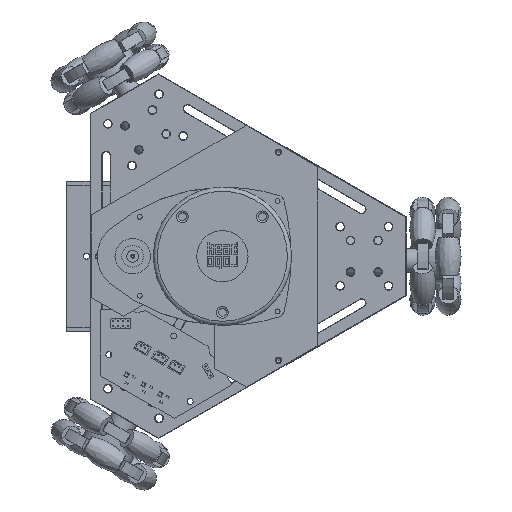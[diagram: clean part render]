
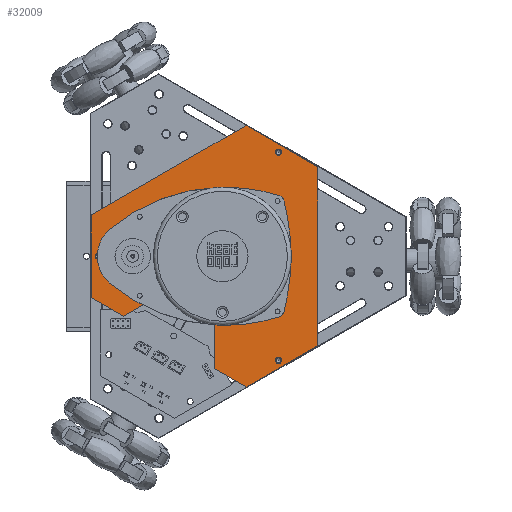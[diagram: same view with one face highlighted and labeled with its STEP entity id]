
A CAD part, front view. The second image highlights one B-rep face of the part: STEP entity #32009.
In plain terms, the highlighted planar face has unit normal (0, -1, 0).
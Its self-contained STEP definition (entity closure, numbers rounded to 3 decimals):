
#2434=FACE_BOUND('',#12327,.T.);
#2435=FACE_BOUND('',#12328,.T.);
#2436=FACE_BOUND('',#12329,.T.);
#2437=FACE_BOUND('',#12330,.T.);
#2438=FACE_BOUND('',#12331,.T.);
#2439=FACE_BOUND('',#12332,.T.);
#2440=FACE_BOUND('',#12333,.T.);
#2441=FACE_BOUND('',#12334,.T.);
#3625=LINE('',#56073,#6602);
#3628=LINE('',#56079,#6605);
#3632=LINE('',#56086,#6609);
#3633=LINE('',#56089,#6610);
#3634=LINE('',#56091,#6611);
#3635=LINE('',#56093,#6612);
#3636=LINE('',#56095,#6613);
#3637=LINE('',#56097,#6614);
#3638=LINE('',#56099,#6615);
#3639=LINE('',#56100,#6616);
#3640=LINE('',#56113,#6617);
#3641=LINE('',#56115,#6618);
#3642=LINE('',#56117,#6619);
#3643=LINE('',#56119,#6620);
#3644=LINE('',#56121,#6621);
#3645=LINE('',#56122,#6622);
#6602=VECTOR('',#40966,10.);
#6605=VECTOR('',#40971,10.);
#6609=VECTOR('',#40977,10.);
#6610=VECTOR('',#40980,10.);
#6611=VECTOR('',#40981,10.);
#6612=VECTOR('',#40982,10.);
#6613=VECTOR('',#40983,10.);
#6614=VECTOR('',#40984,10.);
#6615=VECTOR('',#40985,10.);
#6616=VECTOR('',#40986,10.);
#6617=VECTOR('',#40997,10.);
#6618=VECTOR('',#40998,10.);
#6619=VECTOR('',#40999,10.);
#6620=VECTOR('',#41000,10.);
#6621=VECTOR('',#41001,10.);
#6622=VECTOR('',#41002,10.);
#8861=PLANE('',#34945);
#10356=FACE_OUTER_BOUND('',#12326,.T.);
#12326=EDGE_LOOP('',(#26756,#26757,#26758,#26759,#26760,#26761,#26762,#26763,
#26764,#26765));
#12327=EDGE_LOOP('',(#26766));
#12328=EDGE_LOOP('',(#26767));
#12329=EDGE_LOOP('',(#26768));
#12330=EDGE_LOOP('',(#26769));
#12331=EDGE_LOOP('',(#26770));
#12332=EDGE_LOOP('',(#26771,#26772,#26773,#26774,#26775,#26776));
#12333=EDGE_LOOP('',(#26777));
#12334=EDGE_LOOP('',(#26778));
#14214=CIRCLE('',#34946,1.6);
#14215=CIRCLE('',#34947,1.6);
#14216=CIRCLE('',#34948,1.6);
#14217=CIRCLE('',#34949,1.05);
#14218=CIRCLE('',#34950,1.05);
#14219=CIRCLE('',#34951,1.05);
#14220=CIRCLE('',#34952,1.05);
#16007=VERTEX_POINT('',#56070);
#16008=VERTEX_POINT('',#56072);
#16010=VERTEX_POINT('',#56078);
#16012=VERTEX_POINT('',#56084);
#16013=VERTEX_POINT('',#56088);
#16014=VERTEX_POINT('',#56090);
#16015=VERTEX_POINT('',#56092);
#16016=VERTEX_POINT('',#56094);
#16017=VERTEX_POINT('',#56096);
#16018=VERTEX_POINT('',#56098);
#16019=VERTEX_POINT('',#56101);
#16020=VERTEX_POINT('',#56103);
#16021=VERTEX_POINT('',#56105);
#16022=VERTEX_POINT('',#56107);
#16023=VERTEX_POINT('',#56109);
#16024=VERTEX_POINT('',#56111);
#16025=VERTEX_POINT('',#56112);
#16026=VERTEX_POINT('',#56114);
#16027=VERTEX_POINT('',#56116);
#16028=VERTEX_POINT('',#56118);
#16029=VERTEX_POINT('',#56120);
#16030=VERTEX_POINT('',#56123);
#16031=VERTEX_POINT('',#56125);
#19988=EDGE_CURVE('',#16008,#16007,#3625,.T.);
#19991=EDGE_CURVE('',#16010,#16008,#3628,.T.);
#19995=EDGE_CURVE('',#16007,#16012,#3632,.T.);
#19996=EDGE_CURVE('',#16012,#16013,#3633,.T.);
#19997=EDGE_CURVE('',#16013,#16014,#3634,.T.);
#19998=EDGE_CURVE('',#16014,#16015,#3635,.T.);
#19999=EDGE_CURVE('',#16015,#16016,#3636,.T.);
#20000=EDGE_CURVE('',#16016,#16017,#3637,.T.);
#20001=EDGE_CURVE('',#16017,#16018,#3638,.T.);
#20002=EDGE_CURVE('',#16018,#16010,#3639,.T.);
#20003=EDGE_CURVE('',#16019,#16019,#14214,.T.);
#20004=EDGE_CURVE('',#16020,#16020,#14215,.T.);
#20005=EDGE_CURVE('',#16021,#16021,#14216,.T.);
#20006=EDGE_CURVE('',#16022,#16022,#14217,.T.);
#20007=EDGE_CURVE('',#16023,#16023,#14218,.T.);
#20008=EDGE_CURVE('',#16024,#16025,#3640,.T.);
#20009=EDGE_CURVE('',#16025,#16026,#3641,.T.);
#20010=EDGE_CURVE('',#16026,#16027,#3642,.T.);
#20011=EDGE_CURVE('',#16027,#16028,#3643,.T.);
#20012=EDGE_CURVE('',#16028,#16029,#3644,.T.);
#20013=EDGE_CURVE('',#16029,#16024,#3645,.T.);
#20014=EDGE_CURVE('',#16030,#16030,#14219,.T.);
#20015=EDGE_CURVE('',#16031,#16031,#14220,.T.);
#26756=ORIENTED_EDGE('',*,*,#19991,.T.);
#26757=ORIENTED_EDGE('',*,*,#19988,.T.);
#26758=ORIENTED_EDGE('',*,*,#19995,.T.);
#26759=ORIENTED_EDGE('',*,*,#19996,.T.);
#26760=ORIENTED_EDGE('',*,*,#19997,.T.);
#26761=ORIENTED_EDGE('',*,*,#19998,.T.);
#26762=ORIENTED_EDGE('',*,*,#19999,.T.);
#26763=ORIENTED_EDGE('',*,*,#20000,.T.);
#26764=ORIENTED_EDGE('',*,*,#20001,.T.);
#26765=ORIENTED_EDGE('',*,*,#20002,.T.);
#26766=ORIENTED_EDGE('',*,*,#20003,.T.);
#26767=ORIENTED_EDGE('',*,*,#20004,.T.);
#26768=ORIENTED_EDGE('',*,*,#20005,.T.);
#26769=ORIENTED_EDGE('',*,*,#20006,.T.);
#26770=ORIENTED_EDGE('',*,*,#20007,.T.);
#26771=ORIENTED_EDGE('',*,*,#20008,.T.);
#26772=ORIENTED_EDGE('',*,*,#20009,.T.);
#26773=ORIENTED_EDGE('',*,*,#20010,.T.);
#26774=ORIENTED_EDGE('',*,*,#20011,.T.);
#26775=ORIENTED_EDGE('',*,*,#20012,.T.);
#26776=ORIENTED_EDGE('',*,*,#20013,.T.);
#26777=ORIENTED_EDGE('',*,*,#20014,.T.);
#26778=ORIENTED_EDGE('',*,*,#20015,.T.);
#32009=ADVANCED_FACE('',(#10356,#2434,#2435,#2436,#2437,#2438,#2439,#2440,
#2441),#8861,.T.);
#34945=AXIS2_PLACEMENT_3D('',#56087,#40978,#40979);
#34946=AXIS2_PLACEMENT_3D('',#56102,#40987,#40988);
#34947=AXIS2_PLACEMENT_3D('',#56104,#40989,#40990);
#34948=AXIS2_PLACEMENT_3D('',#56106,#40991,#40992);
#34949=AXIS2_PLACEMENT_3D('',#56108,#40993,#40994);
#34950=AXIS2_PLACEMENT_3D('',#56110,#40995,#40996);
#34951=AXIS2_PLACEMENT_3D('',#56124,#41003,#41004);
#34952=AXIS2_PLACEMENT_3D('',#56126,#41005,#41006);
#40966=DIRECTION('',(0.866,0.,-0.5));
#40971=DIRECTION('',(0.866,0.,0.5));
#40977=DIRECTION('',(0.,0.,-1.));
#40978=DIRECTION('center_axis',(0.,-1.,0.));
#40979=DIRECTION('ref_axis',(1.,0.,0.));
#40980=DIRECTION('',(0.866,0.,-0.5));
#40981=DIRECTION('',(0.866,0.,0.5));
#40982=DIRECTION('',(0.,0.,1.));
#40983=DIRECTION('',(-0.866,0.,0.5));
#40984=DIRECTION('',(-0.866,0.,-0.5));
#40985=DIRECTION('',(0.,0.,-1.));
#40986=DIRECTION('',(0.866,0.,-0.5));
#40987=DIRECTION('center_axis',(0.,1.,0.));
#40988=DIRECTION('ref_axis',(1.,0.,0.));
#40989=DIRECTION('center_axis',(0.,1.,0.));
#40990=DIRECTION('ref_axis',(1.,0.,0.));
#40991=DIRECTION('center_axis',(0.,1.,0.));
#40992=DIRECTION('ref_axis',(1.,0.,0.));
#40993=DIRECTION('center_axis',(0.,1.,0.));
#40994=DIRECTION('ref_axis',(-1.,0.,0.));
#40995=DIRECTION('center_axis',(0.,1.,0.));
#40996=DIRECTION('ref_axis',(-1.,0.,0.));
#40997=DIRECTION('',(0.,0.,-1.));
#40998=DIRECTION('',(-0.5,0.,-0.866));
#40999=DIRECTION('',(-1.,0.,0.));
#41000=DIRECTION('',(0.,0.,1.));
#41001=DIRECTION('',(1.,0.,0.));
#41002=DIRECTION('',(0.707,0.,-0.707));
#41003=DIRECTION('center_axis',(0.,1.,0.));
#41004=DIRECTION('ref_axis',(-1.,0.,0.));
#41005=DIRECTION('center_axis',(0.,1.,0.));
#41006=DIRECTION('ref_axis',(-1.,0.,0.));
#56070=CARTESIAN_POINT('',(-143.036,-32.138,-77.638));
#56072=CARTESIAN_POINT('',(-169.017,-32.138,-62.638));
#56073=CARTESIAN_POINT('',(-165.156,-32.138,-64.867));
#56078=CARTESIAN_POINT('',(-189.017,-32.138,-74.185));
#56079=CARTESIAN_POINT('',(-166.975,-32.138,-61.459));
#56084=CARTESIAN_POINT('',(-143.036,-32.138,-100.732));
#56086=CARTESIAN_POINT('',(-143.036,-32.138,-60.692));
#56087=CARTESIAN_POINT('Origin',(-147.812,-32.138,-43.745));
#56088=CARTESIAN_POINT('',(-126.74,-32.138,-110.141));
#56089=CARTESIAN_POINT('',(-126.74,-32.138,-110.141));
#56090=CARTESIAN_POINT('',(-90.312,-32.138,-89.109));
#56091=CARTESIAN_POINT('',(-126.74,-32.138,-110.141));
#56092=CARTESIAN_POINT('',(-90.312,-32.138,1.618));
#56093=CARTESIAN_POINT('',(-90.312,-32.138,-89.109));
#56094=CARTESIAN_POINT('',(-126.74,-32.138,22.65));
#56095=CARTESIAN_POINT('',(-90.312,-32.138,1.618));
#56096=CARTESIAN_POINT('',(-205.312,-32.138,-22.714));
#56097=CARTESIAN_POINT('',(-205.312,-32.138,-22.714));
#56098=CARTESIAN_POINT('',(-205.312,-32.138,-64.777));
#56099=CARTESIAN_POINT('',(-205.312,-32.138,-22.714));
#56100=CARTESIAN_POINT('',(-126.74,-32.138,-110.141));
#56101=CARTESIAN_POINT('',(-111.912,-32.138,9.041));
#56102=CARTESIAN_POINT('Origin',(-110.312,-32.138,9.041));
#56103=CARTESIAN_POINT('',(-111.912,-32.138,-96.531));
#56104=CARTESIAN_POINT('Origin',(-110.312,-32.138,-96.531));
#56105=CARTESIAN_POINT('',(-203.34,-32.138,-43.745));
#56106=CARTESIAN_POINT('Origin',(-201.74,-32.138,-43.745));
#56107=CARTESIAN_POINT('',(-109.762,-32.138,-15.745));
#56108=CARTESIAN_POINT('Origin',(-110.812,-32.138,-15.745));
#56109=CARTESIAN_POINT('',(-109.762,-32.138,-71.745));
#56110=CARTESIAN_POINT('Origin',(-110.812,-32.138,-71.745));
#56111=CARTESIAN_POINT('',(-127.964,-32.138,-14.331));
#56112=CARTESIAN_POINT('',(-127.964,-32.138,-18.533));
#56113=CARTESIAN_POINT('',(-127.964,-32.138,-31.139));
#56114=CARTESIAN_POINT('',(-128.664,-32.138,-19.745));
#56115=CARTESIAN_POINT('',(-136.254,-32.138,-32.891));
#56116=CARTESIAN_POINT('',(-149.964,-32.138,-19.745));
#56117=CARTESIAN_POINT('',(-148.888,-32.138,-19.745));
#56118=CARTESIAN_POINT('',(-149.964,-32.138,-12.745));
#56119=CARTESIAN_POINT('',(-149.964,-32.138,-28.245));
#56120=CARTESIAN_POINT('',(-129.55,-32.138,-12.745));
#56121=CARTESIAN_POINT('',(-138.681,-32.138,-12.745));
#56122=CARTESIAN_POINT('',(-125.573,-32.138,-16.723));
#56123=CARTESIAN_POINT('',(-179.762,-32.138,-63.745));
#56124=CARTESIAN_POINT('Origin',(-180.812,-32.138,-63.745));
#56125=CARTESIAN_POINT('',(-179.762,-32.138,-23.745));
#56126=CARTESIAN_POINT('Origin',(-180.812,-32.138,-23.745));
